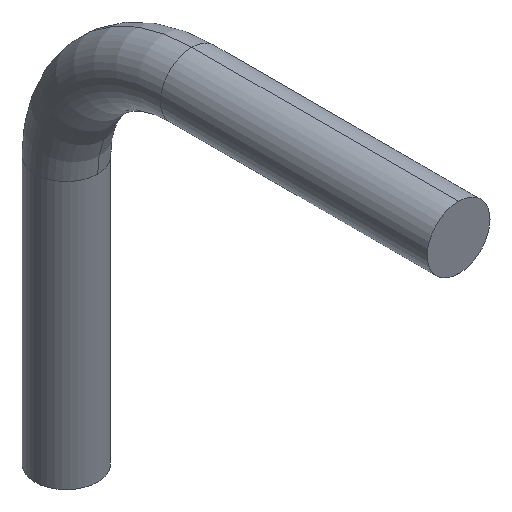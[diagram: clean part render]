
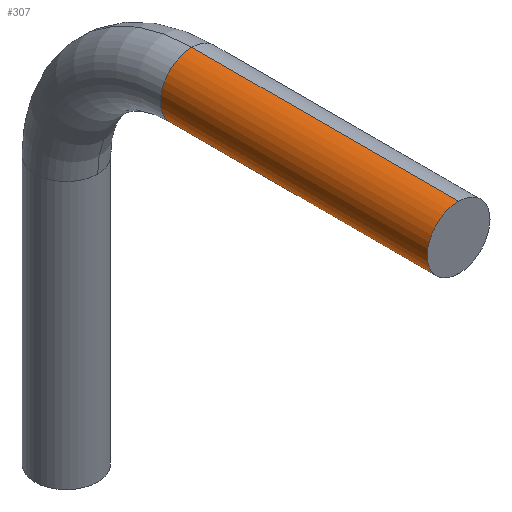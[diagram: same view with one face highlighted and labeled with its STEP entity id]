
A CAD part, isometric view. The second image highlights one B-rep face of the part: STEP entity #307.
In plain terms, the highlighted cylindrical face has radius 0.4 mm (diameter 0.8 mm), a partial arc.
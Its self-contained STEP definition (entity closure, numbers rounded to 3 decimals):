
#2 = ORIENTED_EDGE ( 'NONE', *, *, #273, .F. ) ;
#7 = CARTESIAN_POINT ( 'NONE',  ( 0., -1.6, -0.4 ) ) ;
#13 = AXIS2_PLACEMENT_3D ( 'NONE', #152, #351, #348 ) ;
#30 = EDGE_CURVE ( 'NONE', #279, #144, #272, .T. ) ;
#34 = CARTESIAN_POINT ( 'NONE',  ( 0., -5., 0.4 ) ) ;
#37 = VECTOR ( 'NONE', #199, 1000. ) ;
#46 = CIRCLE ( 'NONE', #113, 0.4 ) ;
#47 = DIRECTION ( 'NONE',  ( 0., 1., 0. ) ) ;
#56 = DIRECTION ( 'NONE',  ( -1., 0., 0. ) ) ;
#57 = CARTESIAN_POINT ( 'NONE',  ( 0., -5., -0.4 ) ) ;
#77 = EDGE_LOOP ( 'NONE', ( #172, #293, #185, #2 ) ) ;
#108 = CIRCLE ( 'NONE', #263, 0.4 ) ;
#109 = DIRECTION ( 'NONE',  ( 0., 1., 0. ) ) ;
#113 = AXIS2_PLACEMENT_3D ( 'NONE', #246, #109, #140 ) ;
#125 = CARTESIAN_POINT ( 'NONE',  ( 0., -5., 0.4 ) ) ;
#126 = EDGE_CURVE ( 'NONE', #234, #279, #46, .T. ) ;
#140 = DIRECTION ( 'NONE',  ( -1., 0., 0. ) ) ;
#144 = VERTEX_POINT ( 'NONE', #252 ) ;
#152 = CARTESIAN_POINT ( 'NONE',  ( 0., -5., 0. ) ) ;
#172 = ORIENTED_EDGE ( 'NONE', *, *, #207, .F. ) ;
#173 = LINE ( 'NONE', #57, #37 ) ;
#185 = ORIENTED_EDGE ( 'NONE', *, *, #30, .T. ) ;
#193 = VECTOR ( 'NONE', #47, 1000. ) ;
#199 = DIRECTION ( 'NONE',  ( 0., 1., 0. ) ) ;
#200 = VERTEX_POINT ( 'NONE', #7 ) ;
#207 = EDGE_CURVE ( 'NONE', #234, #200, #173, .T. ) ;
#224 = CARTESIAN_POINT ( 'NONE',  ( 0., -1.6, 0. ) ) ;
#234 = VERTEX_POINT ( 'NONE', #254 ) ;
#246 = CARTESIAN_POINT ( 'NONE',  ( 0., -5., 0. ) ) ;
#248 = FACE_OUTER_BOUND ( 'NONE', #77, .T. ) ;
#252 = CARTESIAN_POINT ( 'NONE',  ( 0., -1.6, 0.4 ) ) ;
#254 = CARTESIAN_POINT ( 'NONE',  ( 0., -5., -0.4 ) ) ;
#263 = AXIS2_PLACEMENT_3D ( 'NONE', #224, #338, #56 ) ;
#272 = LINE ( 'NONE', #125, #193 ) ;
#273 = EDGE_CURVE ( 'NONE', #200, #144, #108, .T. ) ;
#279 = VERTEX_POINT ( 'NONE', #34 ) ;
#293 = ORIENTED_EDGE ( 'NONE', *, *, #126, .T. ) ;
#307 = ADVANCED_FACE ( 'NONE', ( #248 ), #320, .T. ) ;
#320 = CYLINDRICAL_SURFACE ( 'NONE', #13, 0.4 ) ;
#338 = DIRECTION ( 'NONE',  ( 0., 1., 0. ) ) ;
#348 = DIRECTION ( 'NONE',  ( 0., 0., 1. ) ) ;
#351 = DIRECTION ( 'NONE',  ( 0., 1., 0. ) ) ;
